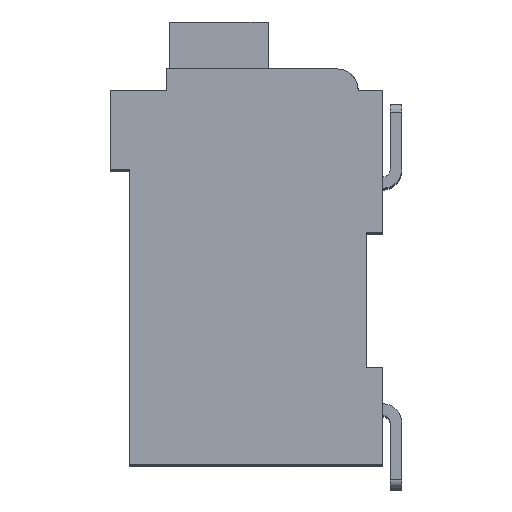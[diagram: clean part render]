
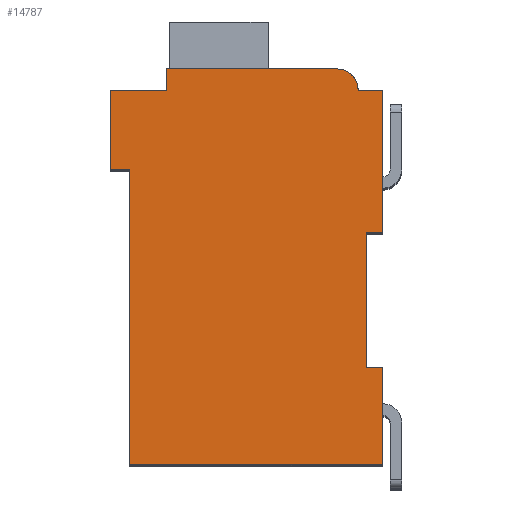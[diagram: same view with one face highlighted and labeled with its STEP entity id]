
A CAD part, top view. The second image highlights one B-rep face of the part: STEP entity #14787.
In plain terms, the highlighted planar face has unit normal (0, 0, 1).
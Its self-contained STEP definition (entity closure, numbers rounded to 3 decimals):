
#2716=DIRECTION('',(1.,0.,0.));
#2717=VECTOR('',#2716,0.5);
#2718=CARTESIAN_POINT('',(7.3,7.15,2.1));
#2719=LINE('',#2718,#2717);
#2720=DIRECTION('',(0.,1.,0.));
#2721=VECTOR('',#2720,4.15);
#2722=CARTESIAN_POINT('',(7.3,3.,2.1));
#2723=LINE('',#2722,#2721);
#2724=DIRECTION('',(-1.,0.,0.));
#2725=VECTOR('',#2724,0.5);
#2726=CARTESIAN_POINT('',(7.8,3.,2.1));
#2727=LINE('',#2726,#2725);
#2728=DIRECTION('',(0.,1.,0.));
#2729=VECTOR('',#2728,3.);
#2730=CARTESIAN_POINT('',(7.8,0.,2.1));
#2731=LINE('',#2730,#2729);
#2732=DIRECTION('',(1.,0.,0.));
#2733=VECTOR('',#2732,7.8);
#2734=CARTESIAN_POINT('',(0.,0.,2.1));
#2735=LINE('',#2734,#2733);
#2736=DIRECTION('',(0.,-1.,0.));
#2737=VECTOR('',#2736,9.1);
#2738=CARTESIAN_POINT('',(0.,9.1,2.1));
#2739=LINE('',#2738,#2737);
#2740=DIRECTION('',(1.,0.,0.));
#2741=VECTOR('',#2740,0.6);
#2742=CARTESIAN_POINT('',(-0.6,9.1,2.1));
#2743=LINE('',#2742,#2741);
#2744=DIRECTION('',(0.,-1.,0.));
#2745=VECTOR('',#2744,2.45);
#2746=CARTESIAN_POINT('',(-0.6,11.55,2.1));
#2747=LINE('',#2746,#2745);
#2748=DIRECTION('',(-1.,0.,0.));
#2749=VECTOR('',#2748,1.75);
#2750=CARTESIAN_POINT('',(1.15,11.55,2.1));
#2751=LINE('',#2750,#2749);
#2752=DIRECTION('',(0.,-1.,0.));
#2753=VECTOR('',#2752,0.65);
#2754=CARTESIAN_POINT('',(1.15,12.2,2.1));
#2755=LINE('',#2754,#2753);
#2756=DIRECTION('',(-1.,0.,0.));
#2757=VECTOR('',#2756,5.25);
#2758=CARTESIAN_POINT('',(6.4,12.2,2.1));
#2759=LINE('',#2758,#2757);
#2760=CARTESIAN_POINT('',(6.4,11.55,2.1));
#2761=DIRECTION('',(0.,0.,1.));
#2762=DIRECTION('',(1.,0.,0.));
#2763=AXIS2_PLACEMENT_3D('',#2760,#2761,#2762);
#2765=DIRECTION('',(-1.,0.,0.));
#2766=VECTOR('',#2765,0.75);
#2767=CARTESIAN_POINT('',(7.8,11.55,2.1));
#2768=LINE('',#2767,#2766);
#2769=DIRECTION('',(0.,1.,0.));
#2770=VECTOR('',#2769,4.4);
#2771=CARTESIAN_POINT('',(7.8,7.15,2.1));
#2772=LINE('',#2771,#2770);
#9491=CARTESIAN_POINT('',(7.3,7.15,2.1));
#9492=CARTESIAN_POINT('',(7.8,7.15,2.1));
#9493=VERTEX_POINT('',#9491);
#9494=VERTEX_POINT('',#9492);
#9495=CARTESIAN_POINT('',(7.8,11.55,2.1));
#9496=VERTEX_POINT('',#9495);
#9497=CARTESIAN_POINT('',(7.05,11.55,2.1));
#9498=VERTEX_POINT('',#9497);
#9499=CARTESIAN_POINT('',(6.4,12.2,2.1));
#9500=VERTEX_POINT('',#9499);
#9501=CARTESIAN_POINT('',(1.15,12.2,2.1));
#9502=VERTEX_POINT('',#9501);
#9503=CARTESIAN_POINT('',(1.15,11.55,2.1));
#9504=VERTEX_POINT('',#9503);
#9505=CARTESIAN_POINT('',(-0.6,11.55,2.1));
#9506=VERTEX_POINT('',#9505);
#9507=CARTESIAN_POINT('',(-0.6,9.1,2.1));
#9508=VERTEX_POINT('',#9507);
#9509=CARTESIAN_POINT('',(0.,9.1,2.1));
#9510=VERTEX_POINT('',#9509);
#9511=CARTESIAN_POINT('',(0.,0.,2.1));
#9512=VERTEX_POINT('',#9511);
#9513=CARTESIAN_POINT('',(7.8,0.,2.1));
#9514=VERTEX_POINT('',#9513);
#9515=CARTESIAN_POINT('',(7.8,3.,2.1));
#9516=VERTEX_POINT('',#9515);
#9517=CARTESIAN_POINT('',(7.3,3.,2.1));
#9518=VERTEX_POINT('',#9517);
#14763=CARTESIAN_POINT('',(0.,0.,2.1));
#14764=DIRECTION('',(0.,0.,1.));
#14765=DIRECTION('',(1.,0.,0.));
#14766=AXIS2_PLACEMENT_3D('',#14763,#14764,#14765);
#14767=PLANE('',#14766);
#14768=ORIENTED_EDGE('',*,*,#12444,.F.);
#14769=ORIENTED_EDGE('',*,*,#12937,.F.);
#14771=ORIENTED_EDGE('',*,*,#14770,.F.);
#14773=ORIENTED_EDGE('',*,*,#14772,.F.);
#14775=ORIENTED_EDGE('',*,*,#14774,.F.);
#14776=ORIENTED_EDGE('',*,*,#13314,.F.);
#14777=ORIENTED_EDGE('',*,*,#13418,.F.);
#14778=ORIENTED_EDGE('',*,*,#13602,.F.);
#14779=ORIENTED_EDGE('',*,*,#13791,.F.);
#14780=ORIENTED_EDGE('',*,*,#13860,.F.);
#14781=ORIENTED_EDGE('',*,*,#14160,.F.);
#14782=ORIENTED_EDGE('',*,*,#14593,.F.);
#14783=ORIENTED_EDGE('',*,*,#14489,.F.);
#14784=ORIENTED_EDGE('',*,*,#12713,.F.);
#14785=EDGE_LOOP('',(#14768,#14769,#14771,#14773,#14775,#14776,#14777,#14778,
#14779,#14780,#14781,#14782,#14783,#14784));
#14786=FACE_OUTER_BOUND('',#14785,.F.);
#2764=CIRCLE('',#2763,0.65);
#12444=EDGE_CURVE('',#9493,#9494,#2719,.T.);
#12713=EDGE_CURVE('',#9494,#9496,#2772,.T.);
#12937=EDGE_CURVE('',#9518,#9493,#2723,.T.);
#13314=EDGE_CURVE('',#9510,#9512,#2739,.T.);
#13418=EDGE_CURVE('',#9508,#9510,#2743,.T.);
#13602=EDGE_CURVE('',#9506,#9508,#2747,.T.);
#13791=EDGE_CURVE('',#9504,#9506,#2751,.T.);
#13860=EDGE_CURVE('',#9502,#9504,#2755,.T.);
#14160=EDGE_CURVE('',#9500,#9502,#2759,.T.);
#14489=EDGE_CURVE('',#9496,#9498,#2768,.T.);
#14593=EDGE_CURVE('',#9498,#9500,#2764,.T.);
#14770=EDGE_CURVE('',#9516,#9518,#2727,.T.);
#14772=EDGE_CURVE('',#9514,#9516,#2731,.T.);
#14774=EDGE_CURVE('',#9512,#9514,#2735,.T.);
#14787=ADVANCED_FACE('',(#14786),#14767,.T.);
